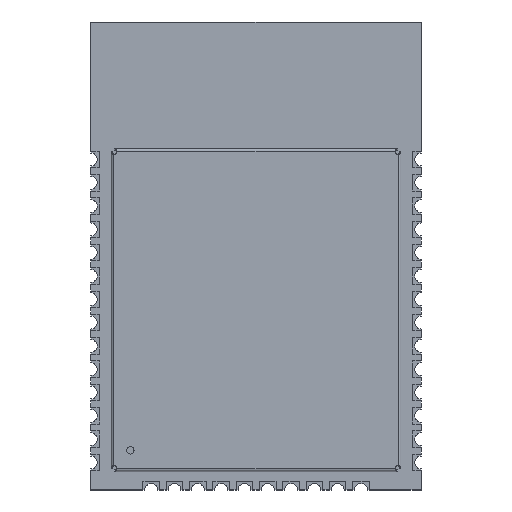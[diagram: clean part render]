
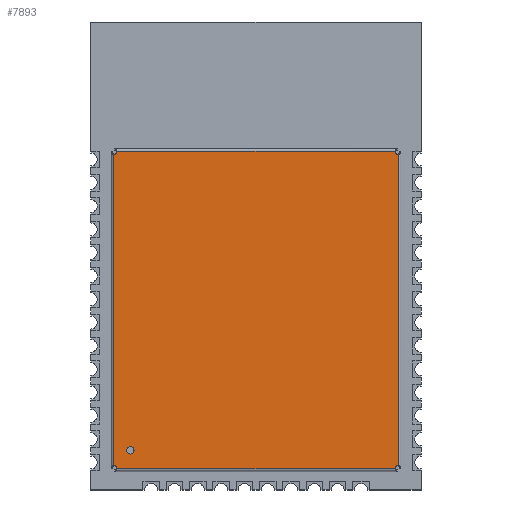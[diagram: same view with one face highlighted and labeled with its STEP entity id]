
A CAD part, top view. The second image highlights one B-rep face of the part: STEP entity #7893.
In plain terms, the highlighted planar face has unit normal (0, 0, 1).
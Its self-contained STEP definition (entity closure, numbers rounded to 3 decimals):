
#7690 = VERTEX_POINT('',#7691);
#7691 = CARTESIAN_POINT('',(-7.581,-11.6,3.2));
#7708 = VERTEX_POINT('',#7709);
#7709 = CARTESIAN_POINT('',(-7.729,-11.429,3.2));
#7715 = EDGE_CURVE('',#7708,#7690,#7716,.T.);
#7716 = CIRCLE('',#7717,0.15);
#7717 = AXIS2_PLACEMENT_3D('',#7718,#7719,#7720);
#7718 = CARTESIAN_POINT('',(-7.729,-11.579,3.2));
#7719 = DIRECTION('',(0.,0.,-1.));
#7720 = DIRECTION('',(0.,1.,0.));
#7731 = VERTEX_POINT('',#7732);
#7732 = CARTESIAN_POINT('',(7.75,-11.431,3.2));
#7749 = VERTEX_POINT('',#7750);
#7750 = CARTESIAN_POINT('',(7.729,-11.429,3.2));
#7756 = EDGE_CURVE('',#7749,#7731,#7757,.T.);
#7757 = CIRCLE('',#7758,0.15);
#7758 = AXIS2_PLACEMENT_3D('',#7759,#7760,#7761);
#7759 = CARTESIAN_POINT('',(7.729,-11.579,3.2));
#7760 = DIRECTION('',(0.,0.,-1.));
#7761 = DIRECTION('',(0.,1.,0.));
#7774 = VERTEX_POINT('',#7775);
#7775 = CARTESIAN_POINT('',(-6.846,-10.795,3.2));
#7781 = EDGE_CURVE('',#7782,#7774,#7784,.T.);
#7782 = VERTEX_POINT('',#7783);
#7783 = CARTESIAN_POINT('',(-6.846,-10.395,3.2));
#7784 = CIRCLE('',#7785,0.2);
#7785 = AXIS2_PLACEMENT_3D('',#7786,#7787,#7788);
#7786 = CARTESIAN_POINT('',(-6.846,-10.595,3.2));
#7787 = DIRECTION('',(-0.,0.,1.));
#7788 = DIRECTION('',(0.,-1.,0.));
#7893 = ADVANCED_FACE('',(#7894,#7904),#7972,.F.);
#7894 = FACE_BOUND('',#7895,.T.);
#7895 = EDGE_LOOP('',(#7896,#7903));
#7896 = ORIENTED_EDGE('',*,*,#7897,.F.);
#7897 = EDGE_CURVE('',#7774,#7782,#7898,.T.);
#7898 = CIRCLE('',#7899,0.2);
#7899 = AXIS2_PLACEMENT_3D('',#7900,#7901,#7902);
#7900 = CARTESIAN_POINT('',(-6.846,-10.595,3.2));
#7901 = DIRECTION('',(-0.,0.,1.));
#7902 = DIRECTION('',(0.,-1.,0.));
#7903 = ORIENTED_EDGE('',*,*,#7781,.F.);
#7904 = FACE_BOUND('',#7905,.T.);
#7905 = EDGE_LOOP('',(#7906,#7916,#7923,#7924,#7932,#7939,#7940,#7948,
    #7957,#7965));
#7906 = ORIENTED_EDGE('',*,*,#7907,.T.);
#7907 = EDGE_CURVE('',#7908,#7910,#7912,.T.);
#7908 = VERTEX_POINT('',#7909);
#7909 = CARTESIAN_POINT('',(-7.75,5.531,3.2));
#7910 = VERTEX_POINT('',#7911);
#7911 = CARTESIAN_POINT('',(-7.75,-11.431,3.2));
#7912 = LINE('',#7913,#7914);
#7913 = CARTESIAN_POINT('',(-7.75,5.7,3.2));
#7914 = VECTOR('',#7915,1.);
#7915 = DIRECTION('',(0.,-1.,0.));
#7916 = ORIENTED_EDGE('',*,*,#7917,.T.);
#7917 = EDGE_CURVE('',#7910,#7708,#7918,.T.);
#7918 = CIRCLE('',#7919,0.15);
#7919 = AXIS2_PLACEMENT_3D('',#7920,#7921,#7922);
#7920 = CARTESIAN_POINT('',(-7.729,-11.579,3.2));
#7921 = DIRECTION('',(0.,0.,-1.));
#7922 = DIRECTION('',(0.,1.,0.));
#7923 = ORIENTED_EDGE('',*,*,#7715,.T.);
#7924 = ORIENTED_EDGE('',*,*,#7925,.T.);
#7925 = EDGE_CURVE('',#7690,#7926,#7928,.T.);
#7926 = VERTEX_POINT('',#7927);
#7927 = CARTESIAN_POINT('',(7.581,-11.6,3.2));
#7928 = LINE('',#7929,#7930);
#7929 = CARTESIAN_POINT('',(-7.75,-11.6,3.2));
#7930 = VECTOR('',#7931,1.);
#7931 = DIRECTION('',(1.,0.,0.));
#7932 = ORIENTED_EDGE('',*,*,#7933,.T.);
#7933 = EDGE_CURVE('',#7926,#7749,#7934,.T.);
#7934 = CIRCLE('',#7935,0.15);
#7935 = AXIS2_PLACEMENT_3D('',#7936,#7937,#7938);
#7936 = CARTESIAN_POINT('',(7.729,-11.579,3.2));
#7937 = DIRECTION('',(0.,0.,-1.));
#7938 = DIRECTION('',(0.,1.,0.));
#7939 = ORIENTED_EDGE('',*,*,#7756,.T.);
#7940 = ORIENTED_EDGE('',*,*,#7941,.T.);
#7941 = EDGE_CURVE('',#7731,#7942,#7944,.T.);
#7942 = VERTEX_POINT('',#7943);
#7943 = CARTESIAN_POINT('',(7.75,5.531,3.2));
#7944 = LINE('',#7945,#7946);
#7945 = CARTESIAN_POINT('',(7.75,-11.6,3.2));
#7946 = VECTOR('',#7947,1.);
#7947 = DIRECTION('',(-0.,1.,0.));
#7948 = ORIENTED_EDGE('',*,*,#7949,.T.);
#7949 = EDGE_CURVE('',#7942,#7950,#7952,.T.);
#7950 = VERTEX_POINT('',#7951);
#7951 = CARTESIAN_POINT('',(7.581,5.7,3.2));
#7952 = CIRCLE('',#7953,0.15);
#7953 = AXIS2_PLACEMENT_3D('',#7954,#7955,#7956);
#7954 = CARTESIAN_POINT('',(7.729,5.679,3.2));
#7955 = DIRECTION('',(0.,0.,-1.));
#7956 = DIRECTION('',(0.,1.,0.));
#7957 = ORIENTED_EDGE('',*,*,#7958,.T.);
#7958 = EDGE_CURVE('',#7950,#7959,#7961,.T.);
#7959 = VERTEX_POINT('',#7960);
#7960 = CARTESIAN_POINT('',(-7.581,5.7,3.2));
#7961 = LINE('',#7962,#7963);
#7962 = CARTESIAN_POINT('',(7.75,5.7,3.2));
#7963 = VECTOR('',#7964,1.);
#7964 = DIRECTION('',(-1.,0.,0.));
#7965 = ORIENTED_EDGE('',*,*,#7966,.T.);
#7966 = EDGE_CURVE('',#7959,#7908,#7967,.T.);
#7967 = CIRCLE('',#7968,0.15);
#7968 = AXIS2_PLACEMENT_3D('',#7969,#7970,#7971);
#7969 = CARTESIAN_POINT('',(-7.729,5.679,3.2));
#7970 = DIRECTION('',(0.,0.,-1.));
#7971 = DIRECTION('',(0.,1.,0.));
#7972 = PLANE('',#7973);
#7973 = AXIS2_PLACEMENT_3D('',#7974,#7975,#7976);
#7974 = CARTESIAN_POINT('',(0.,0.,3.2));
#7975 = DIRECTION('',(0.,0.,-1.));
#7976 = DIRECTION('',(0.,1.,0.));
